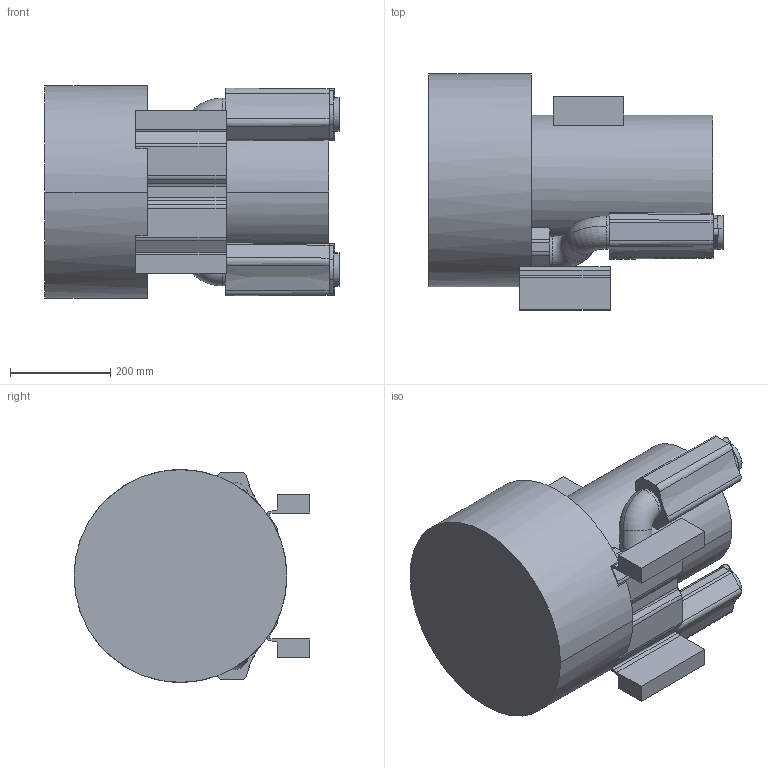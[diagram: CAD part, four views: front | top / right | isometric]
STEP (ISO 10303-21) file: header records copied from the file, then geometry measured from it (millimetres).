
FILE_DESCRIPTION((''),'2;1');
FILE_NAME('VSC0495_2PT551_7_GEWFL_ASM','2009-10-07T',('rnennstiel'),('MTC GmbH'),'PRO/ENGINEER BY PARAMETRIC TECHNOLOGY CORPORATION, 2008310','PRO/ENGINEER BY PARAMETRIC TECHNOLOGY CORPORATION, 2008310','');
FILE_SCHEMA(('AUTOMOTIVE_DESIGN_CC2 { 1 2 10303 214 -1 1 5 2 }'));
Length unit declared in the file: millimetre
Products named in the file (3): VSC0495_2PT551_7; GEWINDEFLANSCH_2_ZOLL; VSC0495_2PT551_7_GEWFL_ASM
Assembly tree (3 placements, depth 2):
  VSC0495_2PT551_7_GEWFL_ASM
    VSC0495_2PT551_7
    GEWINDEFLANSCH_2_ZOLL  x2
Bounding box: 586.1 x 470 x 424 mm (x, y, z)
Volume: 53310378.9 mm3; surface area: 1403709.6 mm2
Topology: 3 solids, 15 shells, 266 faces, 721 edges, 470 vertices
Faces by surface type: plane 118, cylinder 110, cone 32, torus 6
Entity records: 7511 total; most frequent: CARTESIAN_POINT 1372, DIRECTION 1367, ORIENTED_EDGE 1198, EDGE_CURVE 617, AXIS2_PLACEMENT_3D 512, VERTEX_POINT 412, VECTOR 343, LINE 343
